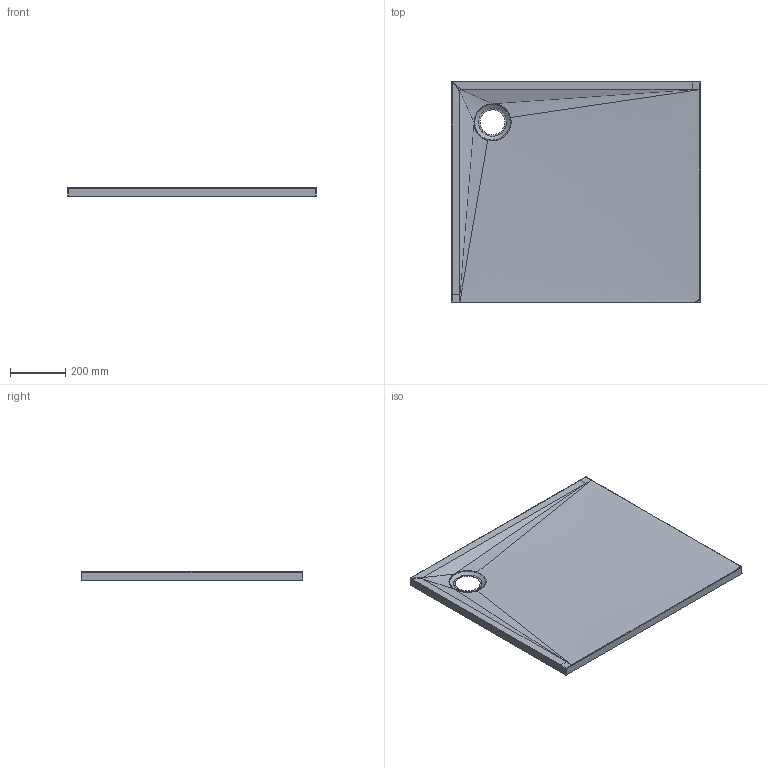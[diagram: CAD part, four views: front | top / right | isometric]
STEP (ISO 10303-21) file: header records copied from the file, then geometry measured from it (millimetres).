
FILE_DESCRIPTION( ('This file contains a STEP AP42 implementation' ,'as created by ZW3D STEP Interface translator.') ,'2;1' );
FILE_NAME( 'KERIA PLUS 80x90 3D.stp' ,'2112 8. 84047', (''), ('ZWCAD Software Co.'), 'Version 1.0', 'ZW3D to STEP translator', '' );
FILE_SCHEMA(('AUTOMOTIVE_DESIGN { 1 0 10303 214 1 1 1 1 }'));
Length unit declared in the file: millimetre
Products named in the file (2): 0; BC 472 80X90 ETRUSCO
Bounding box: 900 x 800 x 30 mm (x, y, z)
Surface area: 815443 mm2 (no closed solid volume)
Topology: 0 solids, 1 shells, 33 faces, 276 edges, 243 vertices
Faces by surface type: bspline 32, plane 1
Entity records: 14253 total; most frequent: CARTESIAN_POINT 12482, ORIENTED_EDGE 541, EDGE_CURVE 275, VERTEX_POINT 243, DIRECTION 150, VECTOR 146, LINE 146, B_SPLINE_CURVE_WITH_KNOTS 82
